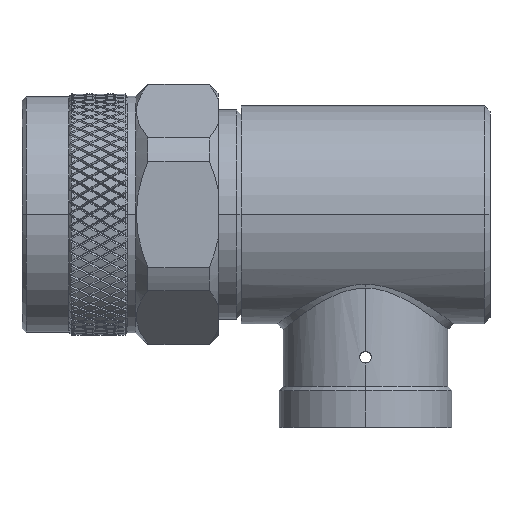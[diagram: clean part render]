
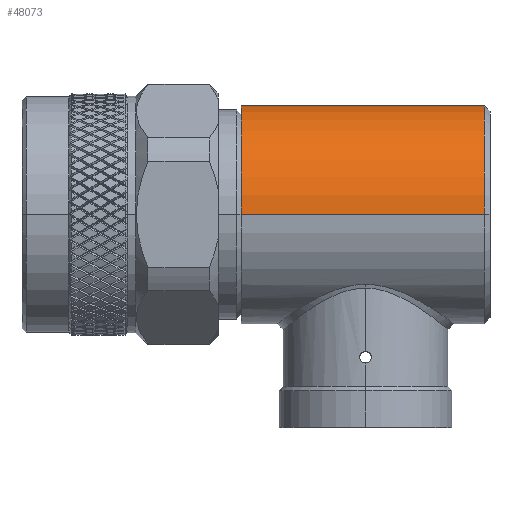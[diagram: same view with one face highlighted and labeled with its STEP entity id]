
A CAD part, top view. The second image highlights one B-rep face of the part: STEP entity #48073.
In plain terms, the highlighted cylindrical face has radius 9.461 mm (diameter 18.923 mm), a partial arc.
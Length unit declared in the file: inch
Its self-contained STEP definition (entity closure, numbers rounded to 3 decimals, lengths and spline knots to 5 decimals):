
#683 = AXIS2_PLACEMENT_3D ( 'NONE', #11011, #56079, #56818 ) ;
#2089 = LINE ( 'NONE', #13564, #19815 ) ;
#6603 = VECTOR ( 'NONE', #36891, 39.37008 ) ;
#6692 = CARTESIAN_POINT ( 'NONE',  ( 0.405, 0., 0.3725 ) ) ;
#11011 = CARTESIAN_POINT ( 'NONE',  ( -0.425, 0., 0. ) ) ;
#13564 = CARTESIAN_POINT ( 'NONE',  ( 0.425, 0., 0.3725 ) ) ;
#13642 = ORIENTED_EDGE ( 'NONE', *, *, #58846, .F. ) ;
#16755 = CARTESIAN_POINT ( 'NONE',  ( -0.425, 0., 0.3725 ) ) ;
#19815 = VECTOR ( 'NONE', #25970, 39.37008 ) ;
#20355 = VERTEX_POINT ( 'NONE', #16755 ) ;
#22146 = EDGE_CURVE ( 'NONE', #26957, #20355, #67924, .T. ) ;
#24828 = EDGE_CURVE ( 'NONE', #39397, #26957, #52813, .T. ) ;
#25791 = CIRCLE ( 'NONE', #34124, 0.3725 ) ;
#25970 = DIRECTION ( 'NONE',  ( -1., 0., 0. ) ) ;
#26957 = VERTEX_POINT ( 'NONE', #70194 ) ;
#29279 = CARTESIAN_POINT ( 'NONE',  ( 0.405, 0., -0.3725 ) ) ;
#29406 = ORIENTED_EDGE ( 'NONE', *, *, #24828, .T. ) ;
#30621 = CARTESIAN_POINT ( 'NONE',  ( 0.425, 0., -0.3725 ) ) ;
#31901 = CARTESIAN_POINT ( 'NONE',  ( 0.405, 0., 0. ) ) ;
#34032 = CARTESIAN_POINT ( 'NONE',  ( 0.425, 0., 0. ) ) ;
#34124 = AXIS2_PLACEMENT_3D ( 'NONE', #31901, #72539, #44443 ) ;
#34454 = ORIENTED_EDGE ( 'NONE', *, *, #51143, .T. ) ;
#34772 = CYLINDRICAL_SURFACE ( 'NONE', #50573, 0.3725 ) ;
#36891 = DIRECTION ( 'NONE',  ( -1., 0., 0. ) ) ;
#39397 = VERTEX_POINT ( 'NONE', #29279 ) ;
#44443 = DIRECTION ( 'NONE',  ( 0., 0., -1. ) ) ;
#48073 = ADVANCED_FACE ( 'NONE', ( #62078 ), #34772, .T. ) ;
#50573 = AXIS2_PLACEMENT_3D ( 'NONE', #34032, #56580, #57299 ) ;
#51143 = EDGE_CURVE ( 'NONE', #71043, #39397, #25791, .T. ) ;
#52813 = LINE ( 'NONE', #30621, #6603 ) ;
#56079 = DIRECTION ( 'NONE',  ( 1., 0., 0. ) ) ;
#56580 = DIRECTION ( 'NONE',  ( -1., 0., 0. ) ) ;
#56818 = DIRECTION ( 'NONE',  ( 0., 0., -1. ) ) ;
#57299 = DIRECTION ( 'NONE',  ( 0., 0., 1. ) ) ;
#58846 = EDGE_CURVE ( 'NONE', #71043, #20355, #2089, .T. ) ;
#62078 = FACE_OUTER_BOUND ( 'NONE', #66926, .T. ) ;
#63219 = ORIENTED_EDGE ( 'NONE', *, *, #22146, .T. ) ;
#66926 = EDGE_LOOP ( 'NONE', ( #34454, #29406, #63219, #13642 ) ) ;
#67924 = CIRCLE ( 'NONE', #683, 0.3725 ) ;
#70194 = CARTESIAN_POINT ( 'NONE',  ( -0.425, 0., -0.3725 ) ) ;
#71043 = VERTEX_POINT ( 'NONE', #6692 ) ;
#72539 = DIRECTION ( 'NONE',  ( -1., 0., 0. ) ) ;
